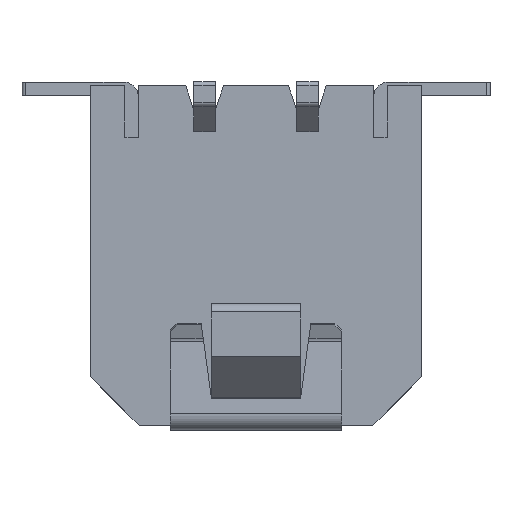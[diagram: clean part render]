
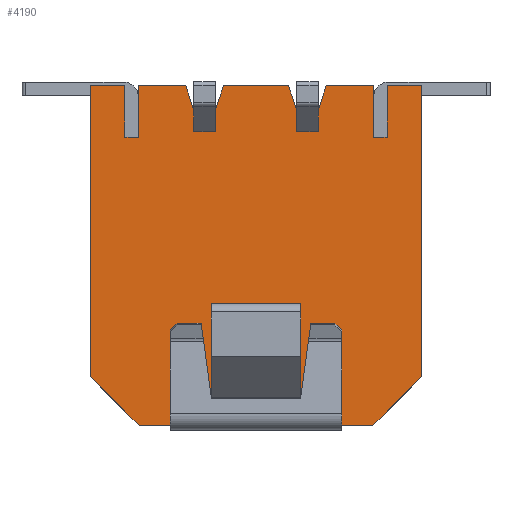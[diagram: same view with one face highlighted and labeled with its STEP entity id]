
A CAD part, top view. The second image highlights one B-rep face of the part: STEP entity #4190.
In plain terms, the highlighted planar face has unit normal (0, 0, 1).
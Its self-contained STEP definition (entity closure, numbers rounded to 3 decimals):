
#214=ORIENTED_EDGE('',*,*,#1455,.T.);
#215=ORIENTED_EDGE('',*,*,#1456,.T.);
#216=ORIENTED_EDGE('',*,*,#1457,.F.);
#217=ORIENTED_EDGE('',*,*,#1458,.F.);
#218=ORIENTED_EDGE('',*,*,#1459,.T.);
#219=ORIENTED_EDGE('',*,*,#1460,.T.);
#220=ORIENTED_EDGE('',*,*,#1447,.T.);
#221=ORIENTED_EDGE('',*,*,#1461,.T.);
#222=ORIENTED_EDGE('',*,*,#1462,.T.);
#223=ORIENTED_EDGE('',*,*,#1463,.T.);
#224=ORIENTED_EDGE('',*,*,#1464,.T.);
#225=ORIENTED_EDGE('',*,*,#1465,.T.);
#226=ORIENTED_EDGE('',*,*,#1466,.T.);
#227=ORIENTED_EDGE('',*,*,#1467,.F.);
#228=ORIENTED_EDGE('',*,*,#1468,.F.);
#229=ORIENTED_EDGE('',*,*,#1469,.F.);
#230=ORIENTED_EDGE('',*,*,#1470,.T.);
#231=ORIENTED_EDGE('',*,*,#1471,.F.);
#232=ORIENTED_EDGE('',*,*,#1472,.F.);
#233=ORIENTED_EDGE('',*,*,#1473,.F.);
#234=ORIENTED_EDGE('',*,*,#1474,.T.);
#235=ORIENTED_EDGE('',*,*,#1475,.T.);
#236=ORIENTED_EDGE('',*,*,#1476,.T.);
#237=ORIENTED_EDGE('',*,*,#1477,.T.);
#238=ORIENTED_EDGE('',*,*,#1478,.T.);
#239=ORIENTED_EDGE('',*,*,#1479,.T.);
#240=ORIENTED_EDGE('',*,*,#1453,.T.);
#241=ORIENTED_EDGE('',*,*,#1480,.T.);
#242=ORIENTED_EDGE('',*,*,#1481,.T.);
#243=ORIENTED_EDGE('',*,*,#1426,.T.);
#1426=EDGE_CURVE('',#2044,#2046,#2453,.T.);
#1447=EDGE_CURVE('',#2067,#2068,#2474,.T.);
#1453=EDGE_CURVE('',#2074,#2073,#2480,.T.);
#1455=EDGE_CURVE('',#2075,#2076,#2482,.T.);
#1456=EDGE_CURVE('',#2076,#2077,#2483,.T.);
#1457=EDGE_CURVE('',#2078,#2077,#2484,.T.);
#1458=EDGE_CURVE('',#2075,#2078,#2485,.T.);
#1459=EDGE_CURVE('',#2046,#2079,#2486,.T.);
#1460=EDGE_CURVE('',#2079,#2067,#2487,.T.);
#1461=EDGE_CURVE('',#2068,#2080,#2488,.T.);
#1462=EDGE_CURVE('',#2080,#2081,#2489,.T.);
#1463=EDGE_CURVE('',#2081,#2082,#2490,.T.);
#1464=EDGE_CURVE('',#2082,#2083,#2491,.T.);
#1465=EDGE_CURVE('',#2083,#2084,#2492,.T.);
#1466=EDGE_CURVE('',#2084,#2085,#2493,.T.);
#1467=EDGE_CURVE('',#2086,#2085,#2494,.T.);
#1468=EDGE_CURVE('',#2087,#2086,#2495,.T.);
#1469=EDGE_CURVE('',#2088,#2087,#2496,.T.);
#1470=EDGE_CURVE('',#2088,#2089,#2497,.T.);
#1471=EDGE_CURVE('',#2090,#2089,#2498,.T.);
#1472=EDGE_CURVE('',#2091,#2090,#2499,.T.);
#1473=EDGE_CURVE('',#2092,#2091,#2500,.T.);
#1474=EDGE_CURVE('',#2092,#2093,#2501,.T.);
#1475=EDGE_CURVE('',#2093,#2094,#2502,.T.);
#1476=EDGE_CURVE('',#2094,#2095,#2503,.T.);
#1477=EDGE_CURVE('',#2095,#2096,#2504,.T.);
#1478=EDGE_CURVE('',#2096,#2097,#2505,.T.);
#1479=EDGE_CURVE('',#2097,#2074,#2506,.T.);
#1480=EDGE_CURVE('',#2073,#2098,#2507,.T.);
#1481=EDGE_CURVE('',#2098,#2044,#2508,.T.);
#2044=VERTEX_POINT('',#5956);
#2046=VERTEX_POINT('',#5960);
#2067=VERTEX_POINT('',#6009);
#2068=VERTEX_POINT('',#6010);
#2073=VERTEX_POINT('',#6021);
#2074=VERTEX_POINT('',#6023);
#2075=VERTEX_POINT('',#6027);
#2076=VERTEX_POINT('',#6028);
#2077=VERTEX_POINT('',#6030);
#2078=VERTEX_POINT('',#6032);
#2079=VERTEX_POINT('',#6035);
#2080=VERTEX_POINT('',#6038);
#2081=VERTEX_POINT('',#6040);
#2082=VERTEX_POINT('',#6042);
#2083=VERTEX_POINT('',#6044);
#2084=VERTEX_POINT('',#6046);
#2085=VERTEX_POINT('',#6048);
#2086=VERTEX_POINT('',#6050);
#2087=VERTEX_POINT('',#6052);
#2088=VERTEX_POINT('',#6054);
#2089=VERTEX_POINT('',#6056);
#2090=VERTEX_POINT('',#6058);
#2091=VERTEX_POINT('',#6060);
#2092=VERTEX_POINT('',#6062);
#2093=VERTEX_POINT('',#6064);
#2094=VERTEX_POINT('',#6066);
#2095=VERTEX_POINT('',#6068);
#2096=VERTEX_POINT('',#6070);
#2097=VERTEX_POINT('',#6072);
#2098=VERTEX_POINT('',#6075);
#2453=LINE('',#5961,#3020);
#2474=LINE('',#6008,#3041);
#2480=LINE('',#6022,#3047);
#2482=LINE('',#6026,#3049);
#2483=LINE('',#6029,#3050);
#2484=LINE('',#6031,#3051);
#2485=LINE('',#6033,#3052);
#2486=LINE('',#6034,#3053);
#2487=LINE('',#6036,#3054);
#2488=LINE('',#6037,#3055);
#2489=LINE('',#6039,#3056);
#2490=LINE('',#6041,#3057);
#2491=LINE('',#6043,#3058);
#2492=LINE('',#6045,#3059);
#2493=LINE('',#6047,#3060);
#2494=LINE('',#6049,#3061);
#2495=LINE('',#6051,#3062);
#2496=LINE('',#6053,#3063);
#2497=LINE('',#6055,#3064);
#2498=LINE('',#6057,#3065);
#2499=LINE('',#6059,#3066);
#2500=LINE('',#6061,#3067);
#2501=LINE('',#6063,#3068);
#2502=LINE('',#6065,#3069);
#2503=LINE('',#6067,#3070);
#2504=LINE('',#6069,#3071);
#2505=LINE('',#6071,#3072);
#2506=LINE('',#6073,#3073);
#2507=LINE('',#6074,#3074);
#2508=LINE('',#6076,#3075);
#3020=VECTOR('',#4792,1000.);
#3041=VECTOR('',#4825,1000.);
#3047=VECTOR('',#4833,1000.);
#3049=VECTOR('',#4837,1000.);
#3050=VECTOR('',#4838,1000.);
#3051=VECTOR('',#4839,1000.);
#3052=VECTOR('',#4840,1000.);
#3053=VECTOR('',#4841,1000.);
#3054=VECTOR('',#4842,1000.);
#3055=VECTOR('',#4843,1000.);
#3056=VECTOR('',#4844,1000.);
#3057=VECTOR('',#4845,1000.);
#3058=VECTOR('',#4846,1000.);
#3059=VECTOR('',#4847,1000.);
#3060=VECTOR('',#4848,1000.);
#3061=VECTOR('',#4849,1000.);
#3062=VECTOR('',#4850,1000.);
#3063=VECTOR('',#4851,1000.);
#3064=VECTOR('',#4852,1000.);
#3065=VECTOR('',#4853,1000.);
#3066=VECTOR('',#4854,1000.);
#3067=VECTOR('',#4855,1000.);
#3068=VECTOR('',#4856,1000.);
#3069=VECTOR('',#4857,1000.);
#3070=VECTOR('',#4858,1000.);
#3071=VECTOR('',#4859,1000.);
#3072=VECTOR('',#4860,1000.);
#3073=VECTOR('',#4861,1000.);
#3074=VECTOR('',#4862,1000.);
#3075=VECTOR('',#4863,1000.);
#3550=EDGE_LOOP('',(#214,#215,#216,#217));
#3551=EDGE_LOOP('',(#218,#219,#220,#221,#222,#223,#224,#225,#226,#227,#228,
#229,#230,#231,#232,#233,#234,#235,#236,#237,#238,#239,#240,#241,#242,#243));
#3775=FACE_BOUND('',#3550,.T.);
#3776=FACE_BOUND('',#3551,.T.);
#3999=PLANE('',#4458);
#4190=ADVANCED_FACE('',(#3775,#3776),#3999,.T.);
#4458=AXIS2_PLACEMENT_3D('',#6025,#4835,#4836);
#4792=DIRECTION('',(-1.,0.,0.));
#4825=DIRECTION('',(-1.,0.,0.));
#4833=DIRECTION('',(-1.,0.,0.));
#4835=DIRECTION('',(0.,0.,1.));
#4836=DIRECTION('',(0.,-1.,0.));
#4837=DIRECTION('',(0.,-1.,0.));
#4838=DIRECTION('',(-1.,0.,0.));
#4839=DIRECTION('',(0.,-1.,0.));
#4840=DIRECTION('',(-1.,0.,0.));
#4841=DIRECTION('',(0.,1.,0.));
#4842=DIRECTION('',(-0.312,0.95,0.));
#4843=DIRECTION('',(-0.312,-0.95,0.));
#4844=DIRECTION('',(0.,-1.,0.));
#4845=DIRECTION('',(-1.,0.,0.));
#4846=DIRECTION('',(0.,1.,0.));
#4847=DIRECTION('',(-0.312,0.95,0.));
#4848=DIRECTION('',(-1.,0.,0.));
#4849=DIRECTION('',(0.,1.,0.));
#4850=DIRECTION('',(1.,0.,0.));
#4851=DIRECTION('',(0.,-1.,0.));
#4852=DIRECTION('',(-1.,0.,0.));
#4853=DIRECTION('',(0.,1.,0.));
#4854=DIRECTION('',(-0.707,0.707,0.));
#4855=DIRECTION('',(-1.,0.,0.));
#4856=DIRECTION('',(0.707,0.707,0.));
#4857=DIRECTION('',(0.,1.,0.));
#4858=DIRECTION('',(-1.,0.,0.));
#4859=DIRECTION('',(0.,-1.,0.));
#4860=DIRECTION('',(-1.,0.,0.));
#4861=DIRECTION('',(0.,1.,0.));
#4862=DIRECTION('',(-0.312,-0.95,0.));
#4863=DIRECTION('',(0.,-1.,0.));
#5956=CARTESIAN_POINT('',(1.82,3.61,2.185));
#5960=CARTESIAN_POINT('',(1.18,3.61,2.185));
#5961=CARTESIAN_POINT('',(1.82,3.61,2.185));
#6008=CARTESIAN_POINT('',(4.825,4.95,2.185));
#6009=CARTESIAN_POINT('',(0.95,4.95,2.185));
#6010=CARTESIAN_POINT('',(-0.95,4.95,2.185));
#6021=CARTESIAN_POINT('',(2.05,4.95,2.185));
#6022=CARTESIAN_POINT('',(4.825,4.95,2.185));
#6023=CARTESIAN_POINT('',(3.425,4.95,2.185));
#6025=CARTESIAN_POINT('',(4.825,-4.95,2.185));
#6026=CARTESIAN_POINT('',(1.3,-4.15,2.185));
#6027=CARTESIAN_POINT('',(1.3,-1.4,2.185));
#6028=CARTESIAN_POINT('',(1.3,-4.15,2.185));
#6029=CARTESIAN_POINT('',(1.3,-4.15,2.185));
#6030=CARTESIAN_POINT('',(-1.3,-4.15,2.185));
#6031=CARTESIAN_POINT('',(-1.3,-4.15,2.185));
#6032=CARTESIAN_POINT('',(-1.3,-1.4,2.185));
#6033=CARTESIAN_POINT('',(1.3,-1.4,2.185));
#6034=CARTESIAN_POINT('',(1.18,3.61,2.185));
#6035=CARTESIAN_POINT('',(1.18,4.25,2.185));
#6036=CARTESIAN_POINT('',(1.18,4.25,2.185));
#6037=CARTESIAN_POINT('',(-1.18,4.25,2.185));
#6038=CARTESIAN_POINT('',(-1.18,4.25,2.185));
#6039=CARTESIAN_POINT('',(-1.18,4.25,2.185));
#6040=CARTESIAN_POINT('',(-1.18,3.61,2.185));
#6041=CARTESIAN_POINT('',(-1.18,3.61,2.185));
#6042=CARTESIAN_POINT('',(-1.82,3.61,2.185));
#6043=CARTESIAN_POINT('',(-1.82,3.61,2.185));
#6044=CARTESIAN_POINT('',(-1.82,4.25,2.185));
#6045=CARTESIAN_POINT('',(-1.82,4.25,2.185));
#6046=CARTESIAN_POINT('',(-2.05,4.95,2.185));
#6047=CARTESIAN_POINT('',(4.825,4.95,2.185));
#6048=CARTESIAN_POINT('',(-3.425,4.95,2.185));
#6049=CARTESIAN_POINT('',(-3.425,3.45,2.185));
#6050=CARTESIAN_POINT('',(-3.425,3.45,2.185));
#6051=CARTESIAN_POINT('',(-3.825,3.45,2.185));
#6052=CARTESIAN_POINT('',(-3.825,3.45,2.185));
#6053=CARTESIAN_POINT('',(-3.825,4.95,2.185));
#6054=CARTESIAN_POINT('',(-3.825,4.95,2.185));
#6055=CARTESIAN_POINT('',(4.825,4.95,2.185));
#6056=CARTESIAN_POINT('',(-4.825,4.95,2.185));
#6057=CARTESIAN_POINT('',(-4.825,-4.95,2.185));
#6058=CARTESIAN_POINT('',(-4.825,-3.536,2.185));
#6059=CARTESIAN_POINT('',(-3.411,-4.95,2.185));
#6060=CARTESIAN_POINT('',(-3.411,-4.95,2.185));
#6061=CARTESIAN_POINT('',(4.825,-4.95,2.185));
#6062=CARTESIAN_POINT('',(3.411,-4.95,2.185));
#6063=CARTESIAN_POINT('',(3.411,-4.95,2.185));
#6064=CARTESIAN_POINT('',(4.825,-3.536,2.185));
#6065=CARTESIAN_POINT('',(4.825,-4.95,2.185));
#6066=CARTESIAN_POINT('',(4.825,4.95,2.185));
#6067=CARTESIAN_POINT('',(4.825,4.95,2.185));
#6068=CARTESIAN_POINT('',(3.825,4.95,2.185));
#6069=CARTESIAN_POINT('',(3.825,4.95,2.185));
#6070=CARTESIAN_POINT('',(3.825,3.45,2.185));
#6071=CARTESIAN_POINT('',(3.825,3.45,2.185));
#6072=CARTESIAN_POINT('',(3.425,3.45,2.185));
#6073=CARTESIAN_POINT('',(3.425,3.45,2.185));
#6074=CARTESIAN_POINT('',(1.82,4.25,2.185));
#6075=CARTESIAN_POINT('',(1.82,4.25,2.185));
#6076=CARTESIAN_POINT('',(1.82,4.25,2.185));
